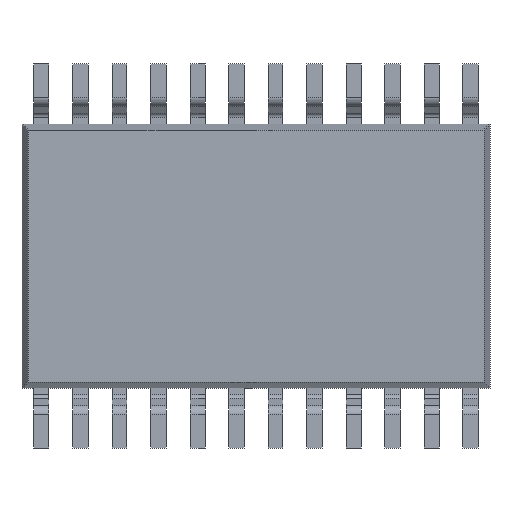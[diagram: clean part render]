
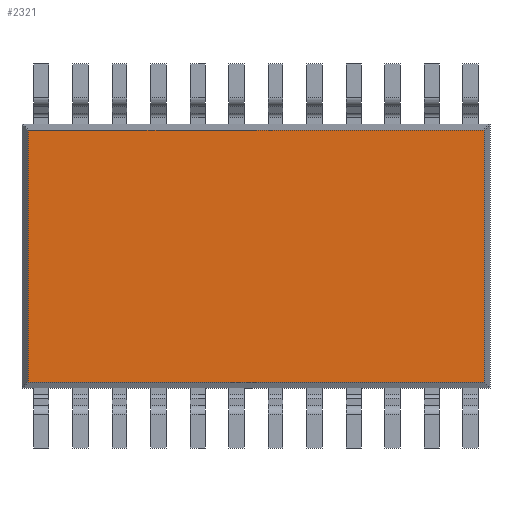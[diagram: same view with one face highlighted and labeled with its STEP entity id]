
A CAD part, front view. The second image highlights one B-rep face of the part: STEP entity #2321.
In plain terms, the highlighted face is planar.
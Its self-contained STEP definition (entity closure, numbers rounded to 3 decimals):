
#13 = DIRECTION ( 'NONE',  ( -1., 0., 0. ) ) ;
#34 = VECTOR ( 'NONE', #702, 1000. ) ;
#77 = DIRECTION ( 'NONE',  ( 1., 0., 0. ) ) ;
#103 = CARTESIAN_POINT ( 'NONE',  ( -3.8, 2.1, 0.15 ) ) ;
#189 = CARTESIAN_POINT ( 'NONE',  ( 3.8, -2.1, 0.15 ) ) ;
#202 = PLANE ( 'NONE',  #394 ) ;
#292 = CARTESIAN_POINT ( 'NONE',  ( -3.8, 0., 0.15 ) ) ;
#300 = EDGE_CURVE ( 'NONE', #730, #2130, #2018, .T. ) ;
#319 = EDGE_CURVE ( 'NONE', #1731, #1533, #1137, .T. ) ;
#354 = CARTESIAN_POINT ( 'NONE',  ( 3.8, 2.1, 0.15 ) ) ;
#394 = AXIS2_PLACEMENT_3D ( 'NONE', #2246, #1165, #13 ) ;
#484 = VECTOR ( 'NONE', #836, 1000. ) ;
#590 = EDGE_LOOP ( 'NONE', ( #1555, #1669, #952, #1114 ) ) ;
#701 = VECTOR ( 'NONE', #1788, 1000. ) ;
#702 = DIRECTION ( 'NONE',  ( 0., 1., 0. ) ) ;
#730 = VERTEX_POINT ( 'NONE', #2301 ) ;
#836 = DIRECTION ( 'NONE',  ( -1., 0., 0. ) ) ;
#884 = LINE ( 'NONE', #2305, #1662 ) ;
#952 = ORIENTED_EDGE ( 'NONE', *, *, #319, .T. ) ;
#1114 = ORIENTED_EDGE ( 'NONE', *, *, #1941, .T. ) ;
#1137 = LINE ( 'NONE', #2356, #701 ) ;
#1165 = DIRECTION ( 'NONE',  ( 0., 0., -1. ) ) ;
#1313 = LINE ( 'NONE', #2111, #484 ) ;
#1533 = VERTEX_POINT ( 'NONE', #189 ) ;
#1555 = ORIENTED_EDGE ( 'NONE', *, *, #300, .T. ) ;
#1662 = VECTOR ( 'NONE', #77, 1000. ) ;
#1669 = ORIENTED_EDGE ( 'NONE', *, *, #1992, .T. ) ;
#1731 = VERTEX_POINT ( 'NONE', #354 ) ;
#1788 = DIRECTION ( 'NONE',  ( 0., -1., 0. ) ) ;
#1941 = EDGE_CURVE ( 'NONE', #1533, #730, #1313, .T. ) ;
#1992 = EDGE_CURVE ( 'NONE', #2130, #1731, #884, .T. ) ;
#2018 = LINE ( 'NONE', #292, #34 ) ;
#2111 = CARTESIAN_POINT ( 'NONE',  ( 0., -2.1, 0.15 ) ) ;
#2130 = VERTEX_POINT ( 'NONE', #103 ) ;
#2183 = FACE_OUTER_BOUND ( 'NONE', #590, .T. ) ;
#2246 = CARTESIAN_POINT ( 'NONE',  ( 0., 0., 0.15 ) ) ;
#2301 = CARTESIAN_POINT ( 'NONE',  ( -3.8, -2.1, 0.15 ) ) ;
#2305 = CARTESIAN_POINT ( 'NONE',  ( 0., 2.1, 0.15 ) ) ;
#2321 = ADVANCED_FACE ( 'NONE', ( #2183 ), #202, .T. ) ;
#2356 = CARTESIAN_POINT ( 'NONE',  ( 3.8, 0., 0.15 ) ) ;
